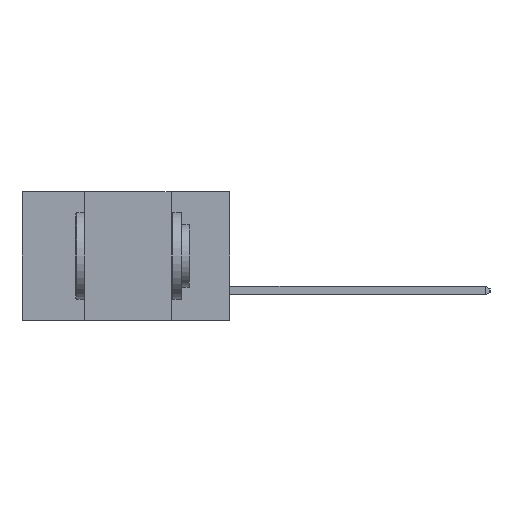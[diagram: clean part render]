
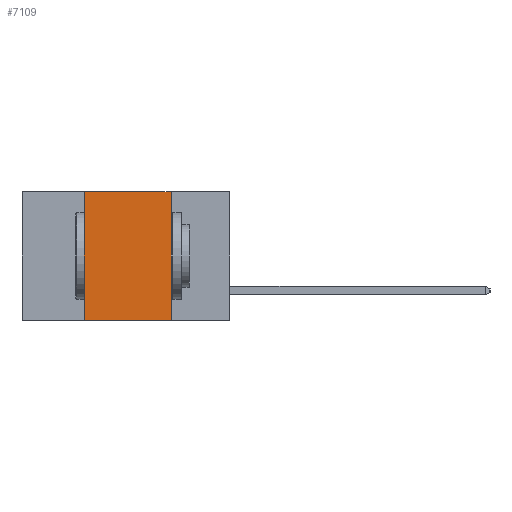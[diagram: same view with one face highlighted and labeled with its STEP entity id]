
A CAD part, left-side view. The second image highlights one B-rep face of the part: STEP entity #7109.
In plain terms, the highlighted planar face has unit normal (-1, 0, 0).
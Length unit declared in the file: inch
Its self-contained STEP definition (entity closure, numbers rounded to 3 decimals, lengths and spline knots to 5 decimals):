
#568 = VERTEX_POINT ( 'NONE', #13167 ) ;
#953 = CARTESIAN_POINT ( 'NONE',  ( 0., 0.6, 0. ) ) ;
#1241 = CARTESIAN_POINT ( 'NONE',  ( 0., 0.17, 0. ) ) ;
#1821 = DIRECTION ( 'NONE',  ( 0., 0., 1. ) ) ;
#2443 = VERTEX_POINT ( 'NONE', #9787 ) ;
#2595 = DIRECTION ( 'NONE',  ( 0., -1., 0. ) ) ;
#2756 = AXIS2_PLACEMENT_3D ( 'NONE', #8065, #7976, #7968 ) ;
#4815 = LINE ( 'NONE', #953, #16716 ) ;
#5342 = CARTESIAN_POINT ( 'NONE',  ( 0., 0.17, 0. ) ) ;
#6276 = FACE_OUTER_BOUND ( 'NONE', #20111, .T. ) ;
#6543 = VECTOR ( 'NONE', #1821, 39.37008 ) ;
#6585 = VECTOR ( 'NONE', #9625, 39.37008 ) ;
#7109 = ADVANCED_FACE ( 'NONE', ( #6276 ), #8022, .F. ) ;
#7850 = VECTOR ( 'NONE', #20538, 39.37008 ) ;
#7968 = DIRECTION ( 'NONE',  ( 0., 0., -1. ) ) ;
#7976 = DIRECTION ( 'NONE',  ( 1., 0., 0. ) ) ;
#8002 = CARTESIAN_POINT ( 'NONE',  ( 0., 0.6, -0.37 ) ) ;
#8022 = PLANE ( 'NONE',  #2756 ) ;
#8065 = CARTESIAN_POINT ( 'NONE',  ( 0., 0.6, 0. ) ) ;
#8357 = LINE ( 'NONE', #1241, #7850 ) ;
#8692 = ORIENTED_EDGE ( 'NONE', *, *, #16103, .F. ) ;
#9625 = DIRECTION ( 'NONE',  ( 0., -1., 0. ) ) ;
#9787 = CARTESIAN_POINT ( 'NONE',  ( 0., 0.17, -0.37 ) ) ;
#9957 = CARTESIAN_POINT ( 'NONE',  ( 0., 0.42, 0. ) ) ;
#11218 = ORIENTED_EDGE ( 'NONE', *, *, #15307, .T. ) ;
#12092 = EDGE_CURVE ( 'NONE', #12370, #2443, #8357, .T. ) ;
#12370 = VERTEX_POINT ( 'NONE', #5342 ) ;
#12392 = CARTESIAN_POINT ( 'NONE',  ( 0., 0.42, 0. ) ) ;
#13167 = CARTESIAN_POINT ( 'NONE',  ( 0., 0.42, -0.37 ) ) ;
#13895 = EDGE_CURVE ( 'NONE', #17401, #12370, #4815, .T. ) ;
#14673 = LINE ( 'NONE', #8002, #6585 ) ;
#14744 = ORIENTED_EDGE ( 'NONE', *, *, #12092, .F. ) ;
#15307 = EDGE_CURVE ( 'NONE', #568, #2443, #14673, .T. ) ;
#16103 = EDGE_CURVE ( 'NONE', #568, #17401, #19296, .T. ) ;
#16716 = VECTOR ( 'NONE', #2595, 39.37008 ) ;
#17401 = VERTEX_POINT ( 'NONE', #12392 ) ;
#18451 = ORIENTED_EDGE ( 'NONE', *, *, #13895, .F. ) ;
#19296 = LINE ( 'NONE', #9957, #6543 ) ;
#20111 = EDGE_LOOP ( 'NONE', ( #14744, #18451, #8692, #11218 ) ) ;
#20538 = DIRECTION ( 'NONE',  ( 0., 0., -1. ) ) ;
